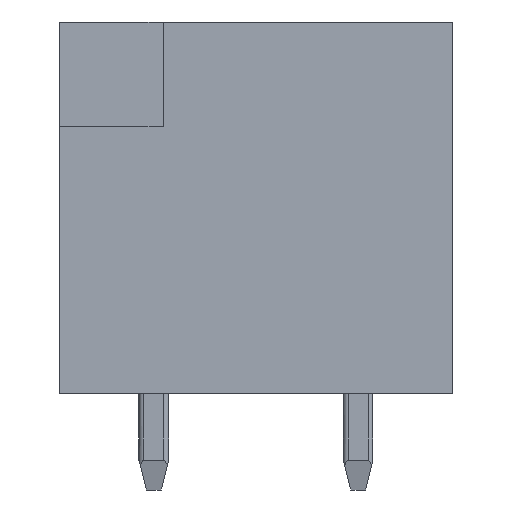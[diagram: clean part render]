
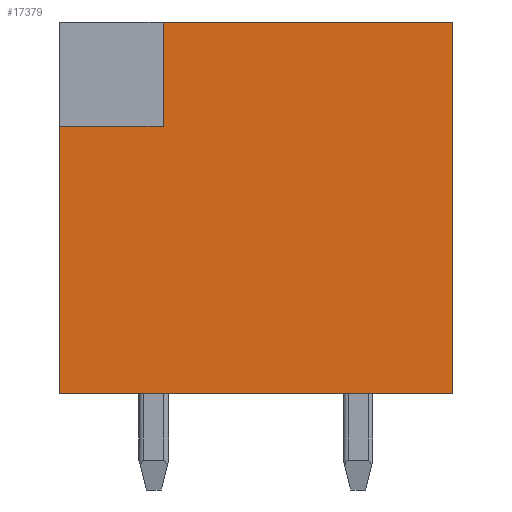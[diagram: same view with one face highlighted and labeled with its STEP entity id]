
A CAD part, left-side view. The second image highlights one B-rep face of the part: STEP entity #17379.
In plain terms, the highlighted planar face has unit normal (-1, 0, 0).
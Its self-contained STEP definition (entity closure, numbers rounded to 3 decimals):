
#9=DIRECTION('',(0.,1.,0.));
#10=VECTOR('',#9,10.6);
#11=CARTESIAN_POINT('',(-24.9,-5.3,-6.3));
#12=LINE('',#11,#10);
#1502=DIRECTION('',(0.,1.,0.));
#1503=VECTOR('',#1502,7.8);
#1504=CARTESIAN_POINT('',(-24.9,-5.3,3.7));
#1505=LINE('',#1504,#1503);
#6794=DIRECTION('',(0.,-1.,0.));
#6795=VECTOR('',#6794,2.8);
#6796=CARTESIAN_POINT('',(-24.9,5.3,0.9));
#6797=LINE('',#6796,#6795);
#6798=DIRECTION('',(0.,0.,-1.));
#6799=VECTOR('',#6798,2.8);
#6800=CARTESIAN_POINT('',(-24.9,2.5,3.7));
#6801=LINE('',#6800,#6799);
#6802=DIRECTION('',(0.,0.,-1.));
#6803=VECTOR('',#6802,10.);
#6804=CARTESIAN_POINT('',(-24.9,-5.3,3.7));
#6805=LINE('',#6804,#6803);
#6810=DIRECTION('',(0.,0.,-1.));
#6811=VECTOR('',#6810,7.2);
#6812=CARTESIAN_POINT('',(-24.9,5.3,0.9));
#6813=LINE('',#6812,#6811);
#8611=CARTESIAN_POINT('',(-24.9,-5.3,-6.3));
#8612=CARTESIAN_POINT('',(-24.9,5.3,-6.3));
#8613=VERTEX_POINT('',#8611);
#8614=VERTEX_POINT('',#8612);
#8615=CARTESIAN_POINT('',(-24.9,-5.3,3.7));
#8616=VERTEX_POINT('',#8615);
#8651=CARTESIAN_POINT('',(-24.9,2.5,0.9));
#8652=VERTEX_POINT('',#8651);
#8655=CARTESIAN_POINT('',(-24.9,5.3,0.9));
#8656=VERTEX_POINT('',#8655);
#8659=CARTESIAN_POINT('',(-24.9,2.5,3.7));
#8660=VERTEX_POINT('',#8659);
#17365=CARTESIAN_POINT('',(-24.9,-5.3,3.7));
#17366=DIRECTION('',(1.,0.,0.));
#17367=DIRECTION('',(0.,1.,0.));
#17368=AXIS2_PLACEMENT_3D('',#17365,#17366,#17367);
#17369=PLANE('',#17368);
#17370=ORIENTED_EDGE('',*,*,#17345,.T.);
#17371=ORIENTED_EDGE('',*,*,#17360,.F.);
#17372=ORIENTED_EDGE('',*,*,#9980,.F.);
#17373=ORIENTED_EDGE('',*,*,#8668,.T.);
#17374=ORIENTED_EDGE('',*,*,#8684,.T.);
#17376=ORIENTED_EDGE('',*,*,#17375,.F.);
#17377=EDGE_LOOP('',(#17370,#17371,#17372,#17373,#17374,#17376));
#17378=FACE_OUTER_BOUND('',#17377,.F.);
#17379=ADVANCED_FACE('',(#17378),#17369,.F.);
#8668=EDGE_CURVE('',#8616,#8613,#6805,.T.);
#8684=EDGE_CURVE('',#8613,#8614,#12,.T.);
#9980=EDGE_CURVE('',#8616,#8660,#1505,.T.);
#17345=EDGE_CURVE('',#8656,#8652,#6797,.T.);
#17360=EDGE_CURVE('',#8660,#8652,#6801,.T.);
#17375=EDGE_CURVE('',#8656,#8614,#6813,.T.);
